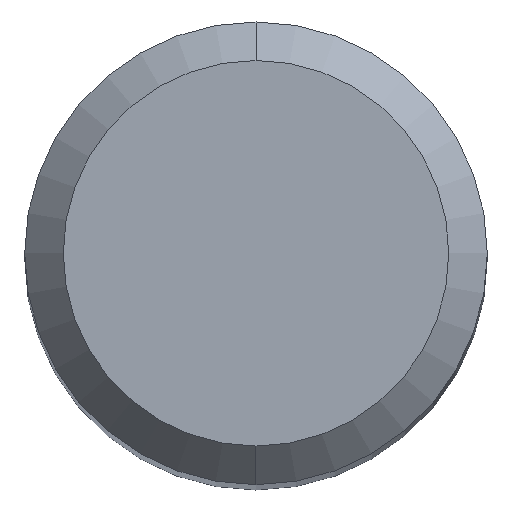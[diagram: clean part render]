
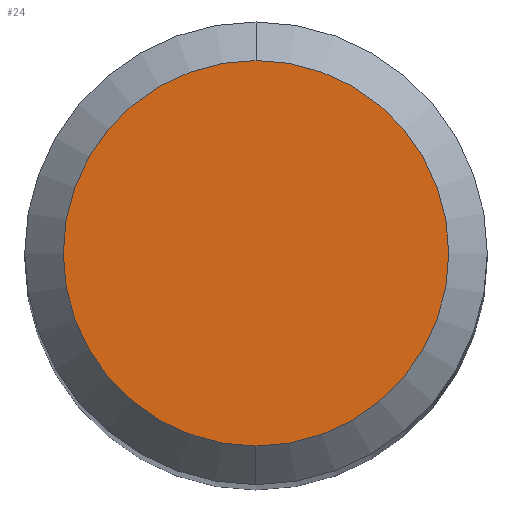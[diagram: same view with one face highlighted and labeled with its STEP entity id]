
A CAD part, top view. The second image highlights one B-rep face of the part: STEP entity #24.
In plain terms, the highlighted planar face has unit normal (0, 0, 1).
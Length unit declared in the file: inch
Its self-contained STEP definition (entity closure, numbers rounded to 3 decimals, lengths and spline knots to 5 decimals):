
#6 = CARTESIAN_POINT ( 'NONE',  ( 0., 0., 0. ) ) ;
#9 = AXIS2_PLACEMENT_3D ( 'NONE', #39, #200, #346 ) ;
#13 = ORIENTED_EDGE ( 'NONE', *, *, #150, .T. ) ;
#24 = ADVANCED_FACE ( 'NONE', ( #312 ), #254, .F. ) ;
#32 = CARTESIAN_POINT ( 'NONE',  ( 0., 0.15625, 0. ) ) ;
#39 = CARTESIAN_POINT ( 'NONE',  ( 0., 0., 0. ) ) ;
#93 = ORIENTED_EDGE ( 'NONE', *, *, #129, .T. ) ;
#96 = DIRECTION ( 'NONE',  ( 0., 0., 1. ) ) ;
#128 = AXIS2_PLACEMENT_3D ( 'NONE', #6, #96, #135 ) ;
#129 = EDGE_CURVE ( 'NONE', #371, #335, #175, .T. ) ;
#135 = DIRECTION ( 'NONE',  ( 0., -1., 0. ) ) ;
#150 = EDGE_CURVE ( 'NONE', #335, #371, #360, .T. ) ;
#175 = CIRCLE ( 'NONE', #128, 0.15625 ) ;
#200 = DIRECTION ( 'NONE',  ( 0., 0., 1. ) ) ;
#228 = CARTESIAN_POINT ( 'NONE',  ( 0., 0.15625, 0. ) ) ;
#248 = AXIS2_PLACEMENT_3D ( 'NONE', #228, #341, #281 ) ;
#254 = PLANE ( 'NONE',  #248 ) ;
#276 = EDGE_LOOP ( 'NONE', ( #13, #93 ) ) ;
#281 = DIRECTION ( 'NONE',  ( 0., 1., 0. ) ) ;
#312 = FACE_OUTER_BOUND ( 'NONE', #276, .T. ) ;
#313 = CARTESIAN_POINT ( 'NONE',  ( 0., -0.15625, 0. ) ) ;
#335 = VERTEX_POINT ( 'NONE', #32 ) ;
#341 = DIRECTION ( 'NONE',  ( 0., 0., -1. ) ) ;
#346 = DIRECTION ( 'NONE',  ( 0., -1., 0. ) ) ;
#360 = CIRCLE ( 'NONE', #9, 0.15625 ) ;
#371 = VERTEX_POINT ( 'NONE', #313 ) ;
